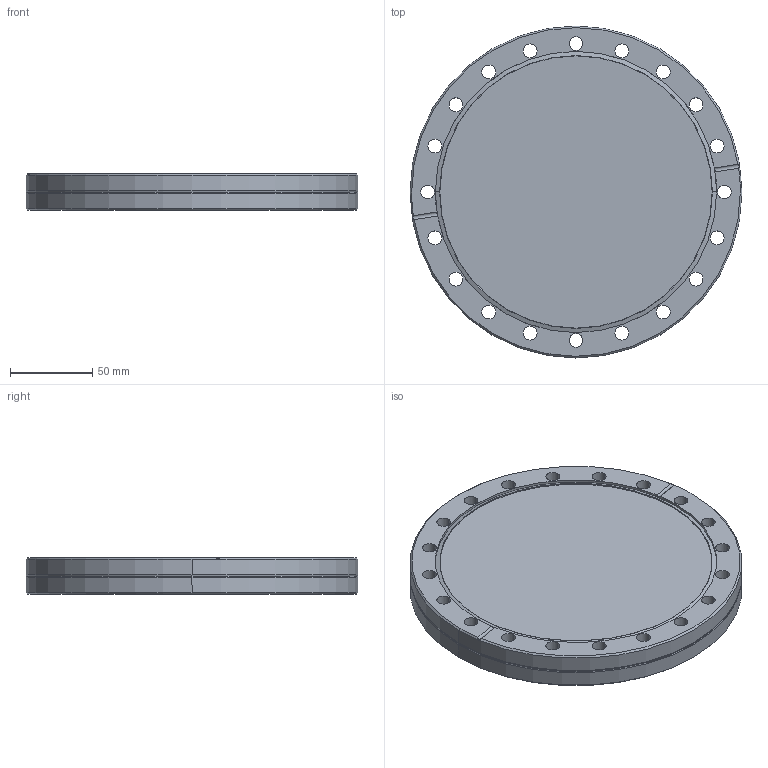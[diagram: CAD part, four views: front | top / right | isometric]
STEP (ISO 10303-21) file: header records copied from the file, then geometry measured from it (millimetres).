
FILE_DESCRIPTION (( 'STEP AP214' ), '1' );
FILE_NAME ('420FBL160.step', '2017-07-10T04:52:44', ( 'install' ), ( '' ), 'SwSTEP 2.0', 'SolidWorks 2015', '' );
FILE_SCHEMA (( 'AUTOMOTIVE_DESIGN' ));
Length unit declared in the file: millimetre
Products named in the file (1): 420FBL160
Bounding box: 202.4 x 202.4 x 22.2 mm (x, y, z)
Volume: 661333.8 mm3; surface area: 88454.4 mm2
Topology: 1 solids, 1 shells, 66 faces, 176 edges, 112 vertices
Faces by surface type: cylinder 48, cone 8, torus 6, plane 4
Entity records: 2276 total; most frequent: DIRECTION 420, CARTESIAN_POINT 419, ORIENTED_EDGE 352, AXIS2_PLACEMENT_3D 181, EDGE_CURVE 176, CIRCLE 114, VERTEX_POINT 112, EDGE_LOOP 106
